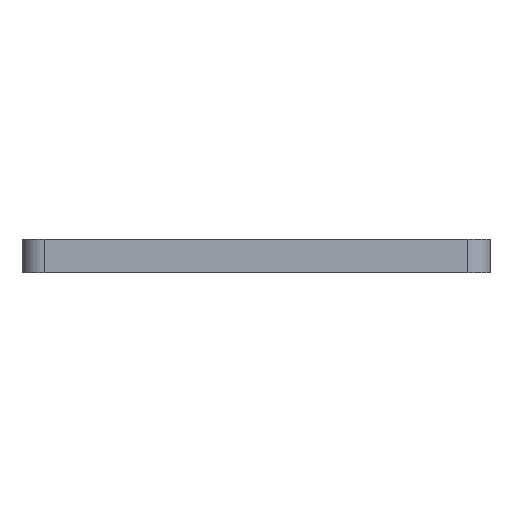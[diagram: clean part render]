
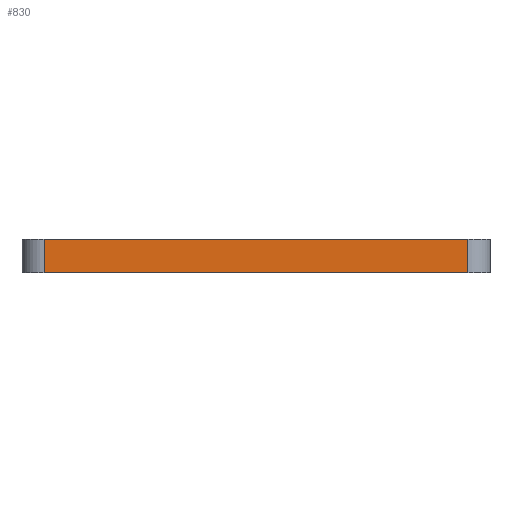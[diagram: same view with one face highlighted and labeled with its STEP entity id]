
A CAD part, front view. The second image highlights one B-rep face of the part: STEP entity #830.
In plain terms, the highlighted planar face has unit normal (0, -1, 0).
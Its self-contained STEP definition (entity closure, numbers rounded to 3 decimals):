
#39=PLANE('',#920);
#78=FACE_OUTER_BOUND('',#120,.T.);
#120=EDGE_LOOP('',(#669,#670,#671,#672));
#202=LINE('',#1382,#282);
#203=LINE('',#1385,#283);
#204=LINE('',#1387,#284);
#205=LINE('',#1388,#285);
#282=VECTOR('',#1136,10.);
#283=VECTOR('',#1139,10.);
#284=VECTOR('',#1140,10.);
#285=VECTOR('',#1141,10.);
#401=VERTEX_POINT('',#1375);
#404=VERTEX_POINT('',#1380);
#405=VERTEX_POINT('',#1384);
#406=VERTEX_POINT('',#1386);
#516=EDGE_CURVE('',#404,#401,#202,.T.);
#517=EDGE_CURVE('',#405,#404,#203,.T.);
#518=EDGE_CURVE('',#406,#405,#204,.T.);
#519=EDGE_CURVE('',#401,#406,#205,.T.);
#669=ORIENTED_EDGE('',*,*,#516,.F.);
#670=ORIENTED_EDGE('',*,*,#517,.F.);
#671=ORIENTED_EDGE('',*,*,#518,.F.);
#672=ORIENTED_EDGE('',*,*,#519,.F.);
#830=ADVANCED_FACE('',(#78),#39,.T.);
#920=AXIS2_PLACEMENT_3D('',#1383,#1137,#1138);
#1136=DIRECTION('',(0.,0.,1.));
#1137=DIRECTION('center_axis',(0.,-1.,0.));
#1138=DIRECTION('ref_axis',(1.,0.,0.));
#1139=DIRECTION('',(-1.,0.,0.));
#1140=DIRECTION('',(0.,0.,-1.));
#1141=DIRECTION('',(1.,0.,0.));
#1375=CARTESIAN_POINT('',(-19.,-22.5,3.));
#1380=CARTESIAN_POINT('',(-19.,-22.5,0.));
#1382=CARTESIAN_POINT('',(-19.,-22.5,0.));
#1383=CARTESIAN_POINT('Origin',(-21.,-22.5,0.));
#1384=CARTESIAN_POINT('',(19.,-22.5,0.));
#1385=CARTESIAN_POINT('',(21.,-22.5,0.));
#1386=CARTESIAN_POINT('',(19.,-22.5,3.));
#1387=CARTESIAN_POINT('',(19.,-22.5,0.));
#1388=CARTESIAN_POINT('',(21.,-22.5,3.));
